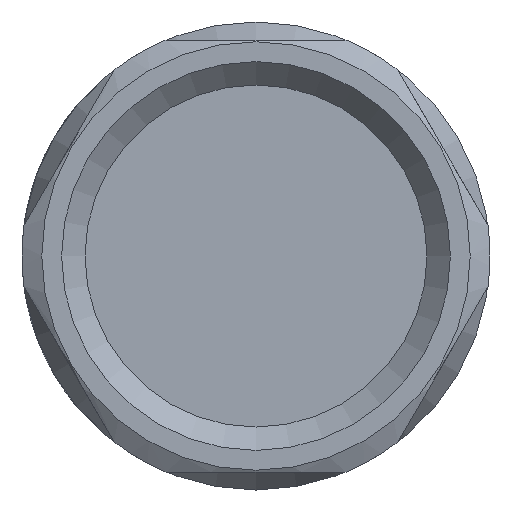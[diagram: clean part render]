
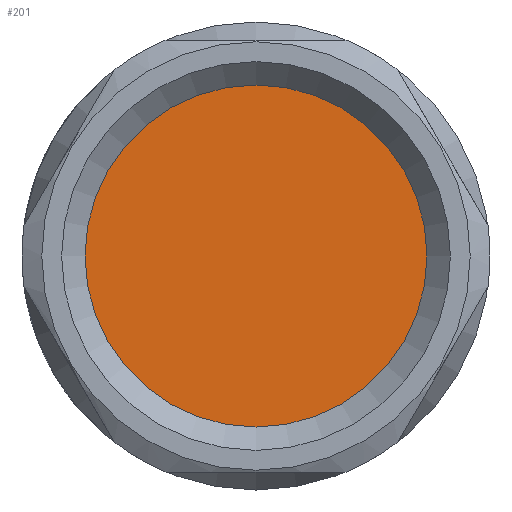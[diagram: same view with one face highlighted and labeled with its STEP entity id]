
A CAD part, left-side view. The second image highlights one B-rep face of the part: STEP entity #201.
In plain terms, the highlighted planar face has unit normal (-1, 0, 0).
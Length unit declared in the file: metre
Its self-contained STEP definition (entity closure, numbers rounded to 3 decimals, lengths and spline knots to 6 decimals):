
#201 = ADVANCED_FACE( 'NONE', ( #481 ), #482, .F. );
#481 = FACE_OUTER_BOUND( '', #844, .T. );
#482 = PLANE( '', #845 );
#844 = EDGE_LOOP( '', ( #1373 ) );
#845 = AXIS2_PLACEMENT_3D( '', #1374, #1375, #1376 );
#1373 = ORIENTED_EDGE( '', *, *, #2195, .F. );
#1374 = CARTESIAN_POINT( '', ( -0.0555, 0.01025, 0. ) );
#1375 = DIRECTION( '', ( 1., 0., 0. ) );
#1376 = DIRECTION( '', ( 0., 1., 0. ) );
#2195 = EDGE_CURVE( 'NONE', #2670, #2670, #2671, .T. );
#2670 = VERTEX_POINT( '', #3653 );
#2671 = CIRCLE( '', #3654, 0.0095 );
#3653 = CARTESIAN_POINT( '', ( -0.0555, 0., 0.0095 ) );
#3654 = AXIS2_PLACEMENT_3D( '', #4538, #4539, #4540 );
#4538 = CARTESIAN_POINT( '', ( -0.0555, 0., 0. ) );
#4539 = DIRECTION( '', ( 1., 0., 0. ) );
#4540 = DIRECTION( '', ( 0., 0., 1. ) );
